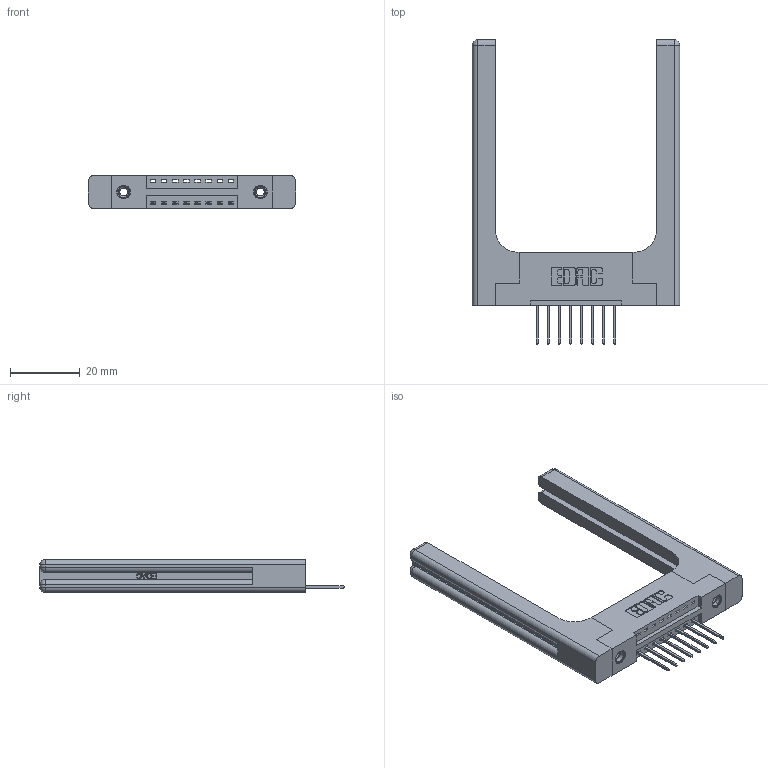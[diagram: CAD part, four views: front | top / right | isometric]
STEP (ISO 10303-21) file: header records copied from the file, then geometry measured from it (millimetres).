
FILE_DESCRIPTION (( 'STEP AP203' ), '1' );
FILE_NAME ('346-008-522-158.STEP', '2022-05-04T21:00:05', ( '' ), ( '' ), 'SwSTEP 2.0', 'SolidWorks 2020', '' );
FILE_SCHEMA (( 'CONFIG_CONTROL_DESIGN' ));
Length unit declared in the file: inch
Products named in the file (5): 346-220-058_345-220-058; 346 Part_Flush Mounting Lugs - 0.156 Dia-TH; 346-008-522-158; 345-292-001_345-293-122; 345-250-001_345-250-001-102
Assembly tree (13 placements, depth 2):
  346-008-522-158
    346 Part_Flush Mounting Lugs - 0.156 Dia-TH
    345-292-001_345-293-122  x8
    345-250-001_345-250-001-102  x2
    346-220-058_345-220-058  x2
Bounding box: 59.46 x 87.38 x 9.4 mm (x, y, z)
Volume: 12958.8 mm3; surface area: 11664.2 mm2
Topology: 13 solids, 13 shells, 856 faces, 2439 edges, 1594 vertices
Faces by surface type: plane 558, cylinder 238, bspline 36, cone 12, sphere 8, torus 4
Entity records: 15158 total; most frequent: CARTESIAN_POINT 3591, ORIENTED_EDGE 2328, DIRECTION 2140, EDGE_CURVE 1164, VECTOR 908, LINE 908, VERTEX_POINT 766, AXIS2_PLACEMENT_3D 616
